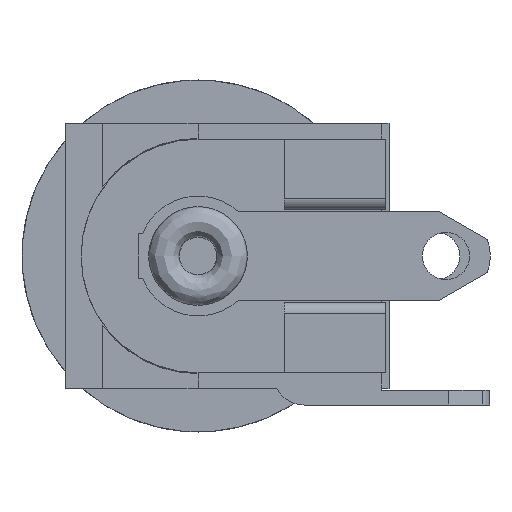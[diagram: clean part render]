
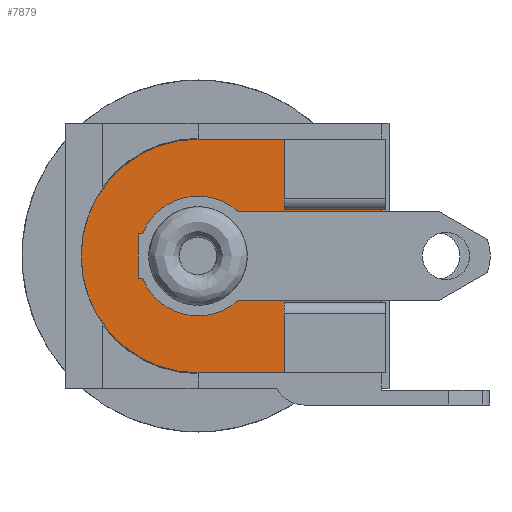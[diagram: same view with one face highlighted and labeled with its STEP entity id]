
A CAD part, left-side view. The second image highlights one B-rep face of the part: STEP entity #7879.
In plain terms, the highlighted planar face has unit normal (-1, 0, 0).
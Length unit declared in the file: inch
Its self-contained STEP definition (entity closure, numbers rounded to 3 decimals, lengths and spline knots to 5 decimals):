
#422 = ORIENTED_EDGE ( 'NONE', *, *, #3731, .F. ) ;
#424 = ORIENTED_EDGE ( 'NONE', *, *, #3770, .F. ) ;
#425 = ORIENTED_EDGE ( 'NONE', *, *, #3688, .F. ) ;
#426 = ORIENTED_EDGE ( 'NONE', *, *, #3686, .F. ) ;
#427 = ORIENTED_EDGE ( 'NONE', *, *, #3687, .F. ) ;
#428 = ORIENTED_EDGE ( 'NONE', *, *, #3772, .F. ) ;
#429 = ORIENTED_EDGE ( 'NONE', *, *, #3689, .F. ) ;
#430 = ORIENTED_EDGE ( 'NONE', *, *, #3690, .F. ) ;
#431 = ORIENTED_EDGE ( 'NONE', *, *, #3765, .F. ) ;
#432 = ORIENTED_EDGE ( 'NONE', *, *, #3760, .F. ) ;
#433 = ORIENTED_EDGE ( 'NONE', *, *, #3726, .F. ) ;
#434 = ORIENTED_EDGE ( 'NONE', *, *, #3752, .F. ) ;
#435 = ORIENTED_EDGE ( 'NONE', *, *, #3756, .F. ) ;
#436 = ORIENTED_EDGE ( 'NONE', *, *, #3754, .F. ) ;
#437 = ORIENTED_EDGE ( 'NONE', *, *, #3758, .F. ) ;
#438 = ORIENTED_EDGE ( 'NONE', *, *, #3749, .F. ) ;
#3686 = EDGE_CURVE ( 'NONE', #21150, #21171, #5534, .T. ) ;
#3687 = EDGE_CURVE ( 'NONE', #21169, #21132, #5528, .T. ) ;
#3688 = EDGE_CURVE ( 'NONE', #21132, #21133, #7924, .T. ) ;
#3689 = EDGE_CURVE ( 'NONE', #21133, #21166, #5516, .T. ) ;
#3690 = EDGE_CURVE ( 'NONE', #21164, #21147, #5510, .T. ) ;
#3726 = EDGE_CURVE ( 'NONE', #21147, #21161, #5087, .T. ) ;
#3731 = EDGE_CURVE ( 'NONE', #21156, #21150, #5057, .T. ) ;
#3749 = EDGE_CURVE ( 'NONE', #21157, #21156, #7911, .T. ) ;
#3752 = EDGE_CURVE ( 'NONE', #21158, #21157, #4827, .T. ) ;
#3754 = EDGE_CURVE ( 'NONE', #21159, #21158, #4815, .T. ) ;
#3756 = EDGE_CURVE ( 'NONE', #21160, #21159, #4803, .T. ) ;
#3758 = EDGE_CURVE ( 'NONE', #21161, #21160, #7910, .T. ) ;
#3760 = EDGE_CURVE ( 'NONE', #21165, #21164, #4779, .T. ) ;
#3765 = EDGE_CURVE ( 'NONE', #21166, #21165, #4749, .T. ) ;
#3770 = EDGE_CURVE ( 'NONE', #21170, #21169, #4719, .T. ) ;
#3772 = EDGE_CURVE ( 'NONE', #21171, #21170, #4707, .T. ) ;
#4703 = DIRECTION ( 'NONE',  ( 0., 1., 0. ) ) ;
#4705 = CARTESIAN_POINT ( 'NONE',  ( -0.327, 0.0535, -0.062 ) ) ;
#4707 = LINE ( 'NONE', #4705, #13693 ) ;
#4715 = DIRECTION ( 'NONE',  ( 0., 0., -1. ) ) ;
#4717 = CARTESIAN_POINT ( 'NONE',  ( -0.327, -0.115, 0. ) ) ;
#4719 = LINE ( 'NONE', #4717, #13698 ) ;
#4745 = DIRECTION ( 'NONE',  ( 0., 0., -1. ) ) ;
#4747 = CARTESIAN_POINT ( 'NONE',  ( -0.327, -0.115, 0. ) ) ;
#4749 = LINE ( 'NONE', #4747, #13709 ) ;
#4775 = DIRECTION ( 'NONE',  ( 0., -1., 0. ) ) ;
#4777 = CARTESIAN_POINT ( 'NONE',  ( -0.327, 0.0535, 0.062 ) ) ;
#4779 = LINE ( 'NONE', #4777, #13716 ) ;
#4789 = DIRECTION ( 'NONE',  ( 0., 0., 1. ) ) ;
#4791 = DIRECTION ( 'NONE',  ( -1., 0., 0. ) ) ;
#4799 = DIRECTION ( 'NONE',  ( 0., 1., 0. ) ) ;
#4801 = CARTESIAN_POINT ( 'NONE',  ( -0.327, 0.0535, 0.03 ) ) ;
#4803 = LINE ( 'NONE', #4801, #13720 ) ;
#4811 = DIRECTION ( 'NONE',  ( 0., 0., -1. ) ) ;
#4813 = CARTESIAN_POINT ( 'NONE',  ( -0.327, 0.08, 0. ) ) ;
#4815 = LINE ( 'NONE', #4813, #13724 ) ;
#4823 = DIRECTION ( 'NONE',  ( 0., -1., 0. ) ) ;
#4825 = CARTESIAN_POINT ( 'NONE',  ( -0.327, 0.0535, -0.03 ) ) ;
#4827 = LINE ( 'NONE', #4825, #13727 ) ;
#4841 = CARTESIAN_POINT ( 'NONE',  ( -0.327, 0., 0. ) ) ;
#4843 = DIRECTION ( 'NONE',  ( 0., 0., 1. ) ) ;
#4845 = DIRECTION ( 'NONE',  ( -1., 0., 0. ) ) ;
#4847 = CARTESIAN_POINT ( 'NONE',  ( -0.327, 0., 0. ) ) ;
#5053 = DIRECTION ( 'NONE',  ( 0., -1., 0. ) ) ;
#5055 = CARTESIAN_POINT ( 'NONE',  ( -0.327, 0.0535, -0.059 ) ) ;
#5057 = LINE ( 'NONE', #5055, #13749 ) ;
#5083 = DIRECTION ( 'NONE',  ( 0., 1., 0. ) ) ;
#5085 = CARTESIAN_POINT ( 'NONE',  ( -0.327, 0.0535, 0.059 ) ) ;
#5087 = LINE ( 'NONE', #5085, #13759 ) ;
#5506 = DIRECTION ( 'NONE',  ( 0., 0., -1. ) ) ;
#5508 = CARTESIAN_POINT ( 'NONE',  ( -0.327, -0.245, 0. ) ) ;
#5510 = LINE ( 'NONE', #5508, #13818 ) ;
#5512 = DIRECTION ( 'NONE',  ( 0., -1., 0. ) ) ;
#5514 = CARTESIAN_POINT ( 'NONE',  ( -0.327, 0.0051, 0.156 ) ) ;
#5516 = LINE ( 'NONE', #5514, #13827 ) ;
#5520 = DIRECTION ( 'NONE',  ( 0., 1., 0. ) ) ;
#5522 = DIRECTION ( 'NONE',  ( 1., 0., 0. ) ) ;
#5524 = DIRECTION ( 'NONE',  ( 0., 1., 0. ) ) ;
#5526 = CARTESIAN_POINT ( 'NONE',  ( -0.327, -0.2601, -0.156 ) ) ;
#5528 = LINE ( 'NONE', #5526, #13830 ) ;
#5530 = DIRECTION ( 'NONE',  ( 0., 0., -1. ) ) ;
#5532 = CARTESIAN_POINT ( 'NONE',  ( -0.327, -0.245, 0. ) ) ;
#5534 = LINE ( 'NONE', #5532, #13834 ) ;
#5585 = CARTESIAN_POINT ( 'NONE',  ( -0.327, 0., 0. ) ) ;
#7879 = ADVANCED_FACE ( 'NONE', ( #13217 ), #16552, .F. ) ;
#7910 = CIRCLE ( 'NONE', #13719, 0.08 ) ;
#7911 = CIRCLE ( 'NONE', #13731, 0.08 ) ;
#7924 = CIRCLE ( 'NONE', #13841, 0.156 ) ;
#10543 = EDGE_LOOP ( 'NONE', ( #438, #434, #436, #435, #437, #433, #430, #432, #431, #429, #425, #427, #424, #428, #426, #422 ) ) ;
#13217 = FACE_OUTER_BOUND ( 'NONE', #10543, .T. ) ;
#13225 = AXIS2_PLACEMENT_3D ( 'NONE', #16553, #16554, #16555 ) ;
#13693 = VECTOR ( 'NONE', #4703, 39.37008 ) ;
#13698 = VECTOR ( 'NONE', #4715, 39.37008 ) ;
#13709 = VECTOR ( 'NONE', #4745, 39.37008 ) ;
#13716 = VECTOR ( 'NONE', #4775, 39.37008 ) ;
#13719 = AXIS2_PLACEMENT_3D ( 'NONE', #4841, #4791, #4789 ) ;
#13720 = VECTOR ( 'NONE', #4799, 39.37008 ) ;
#13724 = VECTOR ( 'NONE', #4811, 39.37008 ) ;
#13727 = VECTOR ( 'NONE', #4823, 39.37008 ) ;
#13731 = AXIS2_PLACEMENT_3D ( 'NONE', #4847, #4845, #4843 ) ;
#13749 = VECTOR ( 'NONE', #5053, 39.37008 ) ;
#13759 = VECTOR ( 'NONE', #5083, 39.37008 ) ;
#13818 = VECTOR ( 'NONE', #5506, 39.37008 ) ;
#13827 = VECTOR ( 'NONE', #5512, 39.37008 ) ;
#13830 = VECTOR ( 'NONE', #5524, 39.37008 ) ;
#13834 = VECTOR ( 'NONE', #5530, 39.37008 ) ;
#13841 = AXIS2_PLACEMENT_3D ( 'NONE', #5585, #5522, #5520 ) ;
#16552 = PLANE ( 'NONE',  #13225 ) ;
#16553 = CARTESIAN_POINT ( 'NONE',  ( -0.327, 0.0535, 0. ) ) ;
#16554 = DIRECTION ( 'NONE',  ( 1., 0., 0. ) ) ;
#16555 = DIRECTION ( 'NONE',  ( 0., 0., -1. ) ) ;
#17482 = CARTESIAN_POINT ( 'NONE',  ( -0.327, 0., -0.156 ) ) ;
#17483 = CARTESIAN_POINT ( 'NONE',  ( -0.327, 0., 0.156 ) ) ;
#20129 = CARTESIAN_POINT ( 'NONE',  ( -0.327, -0.245, 0.059 ) ) ;
#20132 = CARTESIAN_POINT ( 'NONE',  ( -0.327, -0.245, -0.059 ) ) ;
#20138 = CARTESIAN_POINT ( 'NONE',  ( -0.327, -0.05403, -0.059 ) ) ;
#20139 = CARTESIAN_POINT ( 'NONE',  ( -0.327, 0.07416, -0.03 ) ) ;
#20140 = CARTESIAN_POINT ( 'NONE',  ( -0.327, 0.08, -0.03 ) ) ;
#20141 = CARTESIAN_POINT ( 'NONE',  ( -0.327, 0.08, 0.03 ) ) ;
#20142 = CARTESIAN_POINT ( 'NONE',  ( -0.327, 0.07416, 0.03 ) ) ;
#20143 = CARTESIAN_POINT ( 'NONE',  ( -0.327, -0.05403, 0.059 ) ) ;
#20146 = CARTESIAN_POINT ( 'NONE',  ( -0.327, -0.245, 0.062 ) ) ;
#20147 = CARTESIAN_POINT ( 'NONE',  ( -0.327, -0.115, 0.062 ) ) ;
#20148 = CARTESIAN_POINT ( 'NONE',  ( -0.327, -0.115, 0.156 ) ) ;
#20151 = CARTESIAN_POINT ( 'NONE',  ( -0.327, -0.115, -0.156 ) ) ;
#20152 = CARTESIAN_POINT ( 'NONE',  ( -0.327, -0.115, -0.062 ) ) ;
#20153 = CARTESIAN_POINT ( 'NONE',  ( -0.327, -0.245, -0.062 ) ) ;
#21132 = VERTEX_POINT ( 'NONE', #17482 ) ;
#21133 = VERTEX_POINT ( 'NONE', #17483 ) ;
#21147 = VERTEX_POINT ( 'NONE', #20129 ) ;
#21150 = VERTEX_POINT ( 'NONE', #20132 ) ;
#21156 = VERTEX_POINT ( 'NONE', #20138 ) ;
#21157 = VERTEX_POINT ( 'NONE', #20139 ) ;
#21158 = VERTEX_POINT ( 'NONE', #20140 ) ;
#21159 = VERTEX_POINT ( 'NONE', #20141 ) ;
#21160 = VERTEX_POINT ( 'NONE', #20142 ) ;
#21161 = VERTEX_POINT ( 'NONE', #20143 ) ;
#21164 = VERTEX_POINT ( 'NONE', #20146 ) ;
#21165 = VERTEX_POINT ( 'NONE', #20147 ) ;
#21166 = VERTEX_POINT ( 'NONE', #20148 ) ;
#21169 = VERTEX_POINT ( 'NONE', #20151 ) ;
#21170 = VERTEX_POINT ( 'NONE', #20152 ) ;
#21171 = VERTEX_POINT ( 'NONE', #20153 ) ;
